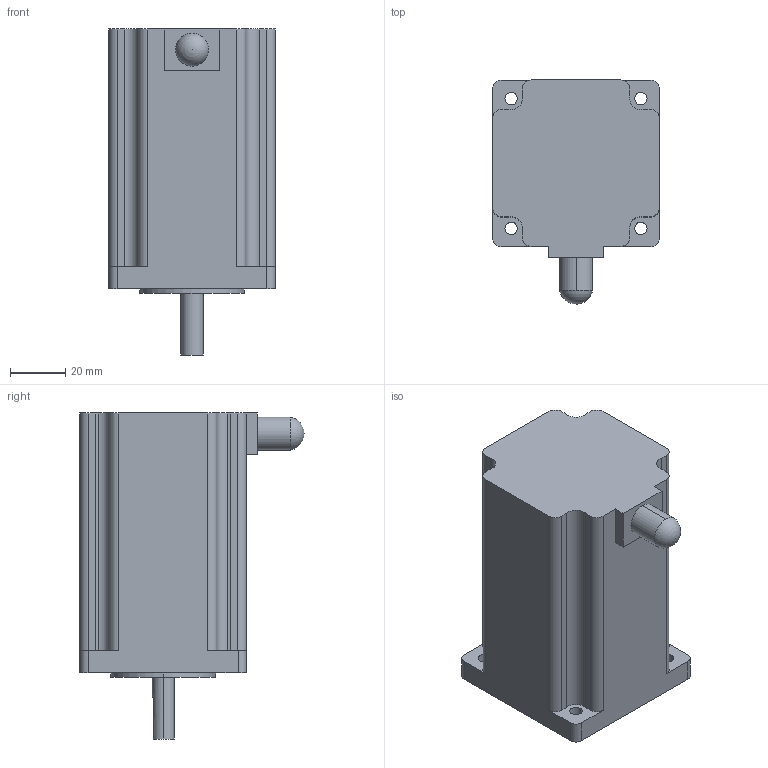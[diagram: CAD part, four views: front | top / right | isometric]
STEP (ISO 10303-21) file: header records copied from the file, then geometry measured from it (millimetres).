
FILE_DESCRIPTION (( 'STEP AP214' ), '1' );
FILE_NAME ('AM24HS5401-44N.STEP', '2015-01-05T05:43:01', ( 'jrww' ), ( 'jrww' ), 'SwSTEP 2.0', 'SolidWorks 2011', '' );
FILE_SCHEMA (( 'AUTOMOTIVE_DESIGN' ));
Length unit declared in the file: millimetre
Products named in the file (1): AM24HS5401-44N
Bounding box: 60.5 x 81.5 x 118.5 mm (x, y, z)
Volume: 310908.7 mm3; surface area: 30501.5 mm2
Topology: 1 solids, 1 shells, 59 faces, 165 edges, 110 vertices
Faces by surface type: cylinder 32, plane 26, sphere 1
Entity records: 1952 total; most frequent: DIRECTION 348, CARTESIAN_POINT 330, ORIENTED_EDGE 324, EDGE_CURVE 162, AXIS2_PLACEMENT_3D 126, VERTEX_POINT 108, VECTOR 96, LINE 96
